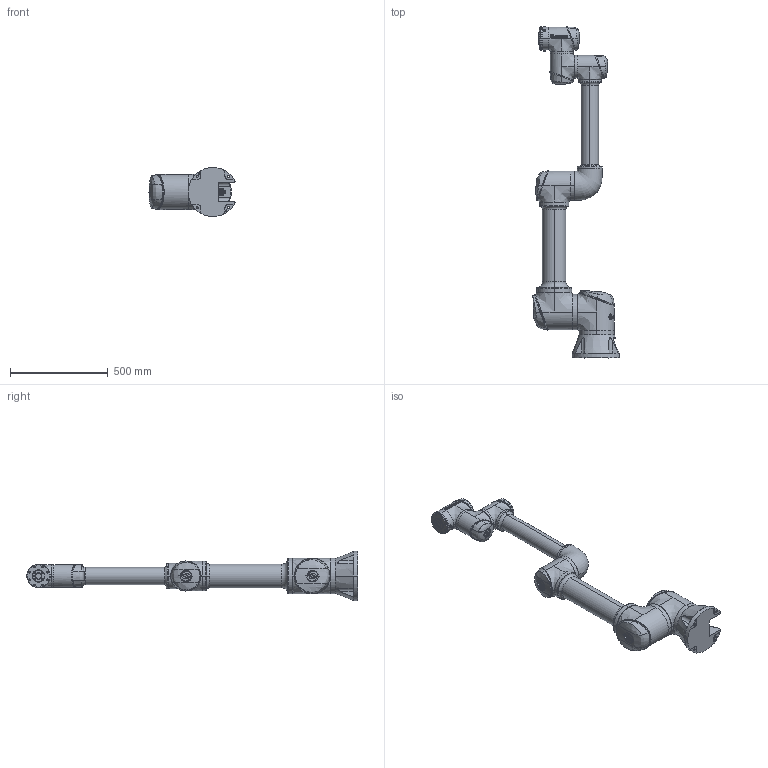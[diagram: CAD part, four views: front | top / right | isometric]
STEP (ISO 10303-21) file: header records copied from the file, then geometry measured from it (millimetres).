
FILE_DESCRIPTION (( 'STEP AP214' ), '1' );
FILE_NAME ('X20-1400.STEP', '2024-02-29T10:15:06', ( '' ), ( '' ), 'SwSTEP 2.0', 'SolidWorks 2018', '' );
FILE_SCHEMA (( 'AUTOMOTIVE_DESIGN' ));
Length unit declared in the file: millimetre
Products named in the file (9): GCR20-J4_1^X20-1400(2)_X20-1400; X20-1400(2)^X20-1400; GCR20-J0_1^X20-1400(2)_X20-1400; GCR20-J6_1^X20-1400(2)_X20-1400; GCR20-J5_1^X20-1400(2)_X20-1400; GCR20-J3_1^X20-1400(2)_X20-1400; GCR20-J2_1^X20-1400(2)_X20-1400; X20-1400; GCR20-J1_1^X20-1400(2)_X20-1400
Assembly tree (8 placements, depth 3):
  X20-1400
    X20-1400(2)^X20-1400
      GCR20-J0_1^X20-1400(2)_X20-1400
      GCR20-J1_1^X20-1400(2)_X20-1400
      GCR20-J2_1^X20-1400(2)_X20-1400
      GCR20-J3_1^X20-1400(2)_X20-1400
      GCR20-J4_1^X20-1400(2)_X20-1400
      GCR20-J5_1^X20-1400(2)_X20-1400
      GCR20-J6_1^X20-1400(2)_X20-1400
Bounding box: 440.3 x 1699 x 252 mm (x, y, z)
Volume: 35826181.3 mm3; surface area: 2143188.2 mm2
Topology: 30 solids, 46 shells, 2311 faces, 5725 edges, 3709 vertices
Faces by surface type: plane 1052, cylinder 767, bspline 341, cone 78, torus 71, sphere 2
Entity records: 191486 total; most frequent: CARTESIAN_POINT 138324, ORIENTED_EDGE 11390, DIRECTION 9617, EDGE_CURVE 5695, VERTEX_POINT 3709, AXIS2_PLACEMENT_3D 3440, LINE 2737, VECTOR 2737
